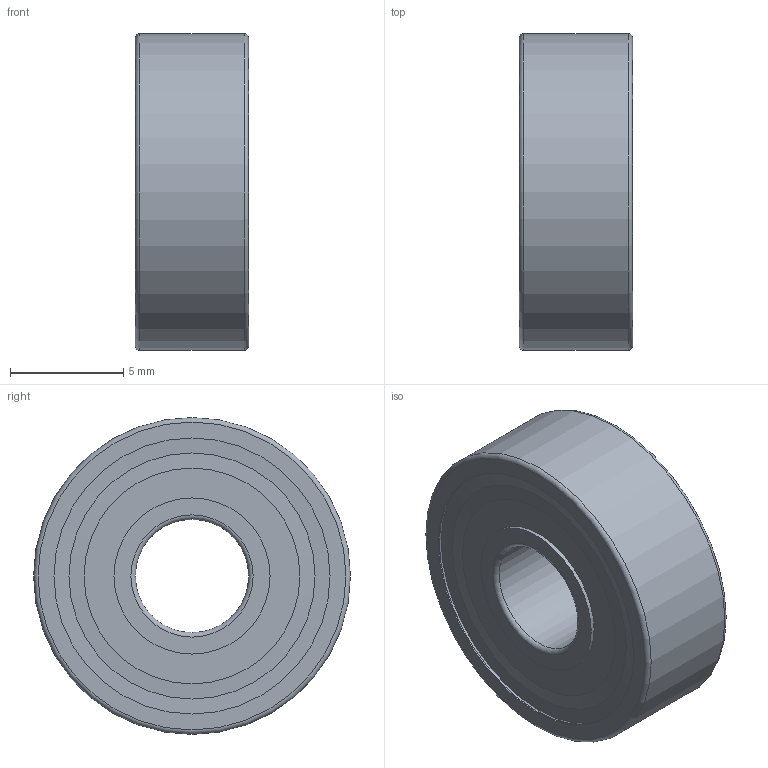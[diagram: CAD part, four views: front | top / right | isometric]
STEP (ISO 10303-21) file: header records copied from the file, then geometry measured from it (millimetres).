
FILE_DESCRIPTION( ( 'STEP AP214' ), '1' );
FILE_NAME( 'SKF_W 605-2Z.stp', '2021-07-11T21:32:13', ( 'License CC BY-ND 4.0' ), ( 'CADENAS' ), ' ', 'PARTsolutions', ' ' );
FILE_SCHEMA( ( 'AUTOMOTIVE_DESIGN { 1 0 10303 214 1 1 1 1 }' ) );
Length unit declared in the file: millimetre
Products named in the file (5): SKF_W 605-2Z; _SKF_W 605-2Z_PART1; _SKF_W 605-2Z_PART2; _SKF_W 605-2Z_PART3; _SKF_W 605-2Z_PART4
Assembly tree (16 placements, depth 2):
  SKF_W 605-2Z
    _SKF_W 605-2Z_PART1
    _SKF_W 605-2Z_PART2
    _SKF_W 605-2Z_PART3  x7
    _SKF_W 605-2Z_PART4  x7
Bounding box: 5 x 14 x 14 mm (x, y, z)
Volume: 428.5 mm3; surface area: 1206.4 mm2
Topology: 9 solids, 9 shells, 51 faces, 103 edges, 69 vertices
Faces by surface type: cylinder 14, cone 10, plane 10, torus 10, sphere 7
Full cylindrical faces by diameter (mm): 5 x1, 6.9 x4, 7.79 x2, 11.28 x2, 12.2 x4, 14 x1
Entity records: 1468 total; most frequent: DIRECTION 212, CARTESIAN_POINT 156, AXIS2_PLACEMENT_3D 106, EDGE_LOOP 88, ORIENTED_EDGE 88, FACE_OUTER_BOUND 68, VERTEX_POINT 49, STYLED_ITEM 45
